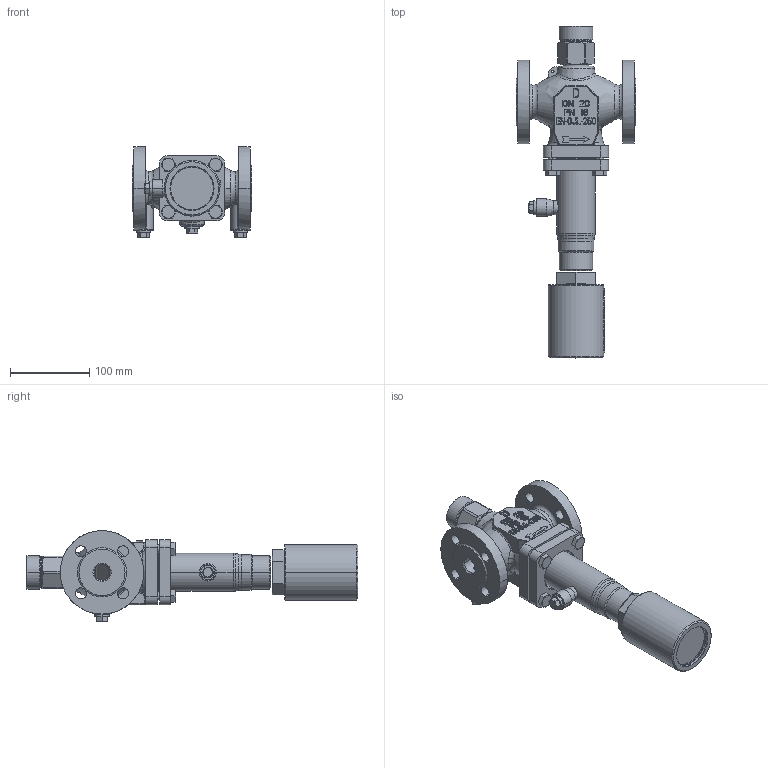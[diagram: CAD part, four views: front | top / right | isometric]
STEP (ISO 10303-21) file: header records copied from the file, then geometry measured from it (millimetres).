
FILE_DESCRIPTION((''),'2;1');
FILE_NAME('065B2739_ASM','2015-03-16T',('u317927'),('Danfoss'),'PRO/ENGINEER BY PARAMETRIC TECHNOLOGY CORPORATION, 2014000','PRO/ENGINEER BY PARAMETRIC TECHNOLOGY CORPORATION, 2014000','');
FILE_SCHEMA(('CONFIG_CONTROL_DESIGN'));
Products named in the file (9): 8861841; 88610130; 88619000; 51018011; 88618270; 88618310; TESNILO_18X14; VIJAK_G1L4X12_ZAPIRALNI; 065B2739_ASM
Assembly tree (14 placements, depth 2):
  065B2739_ASM
    8861841
    88610130
    88619000
    51018011  x4
    88618270
    88618310
    TESNILO_18X14
    VIJAK_G1L4X12_ZAPIRALNI  x4
Bounding box: 150 x 417.58 x 114.2 mm (x, y, z)
Volume: 1023352.5 mm3; surface area: 296550 mm2
Topology: 14 solids, 37 shells, 1696 faces, 4405 edges, 2824 vertices
Faces by surface type: plane 1036, cylinder 330, cone 155, bspline 105, torus 68, sphere 2
Entity records: 53644 total; most frequent: CARTESIAN_POINT 16882, ORIENTED_EDGE 7938, DIRECTION 7045, EDGE_CURVE 4007, VERTEX_POINT 2578, AXIS2_PLACEMENT_3D 2355, VECTOR 2335, LINE 2335
